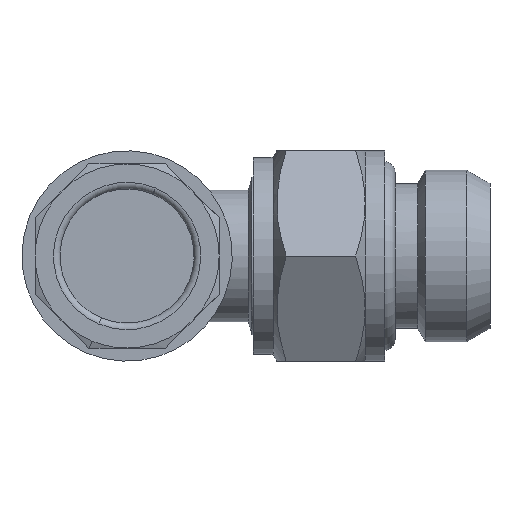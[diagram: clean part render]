
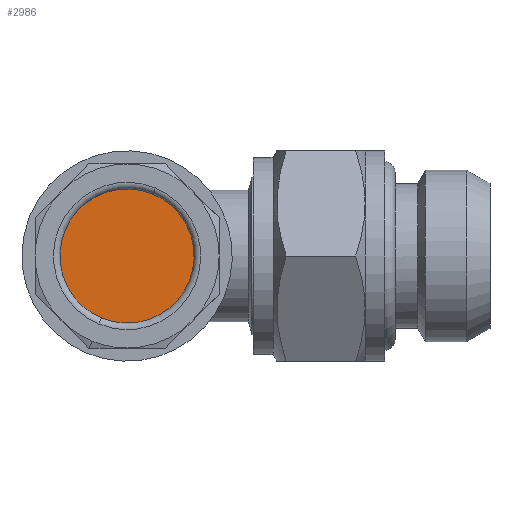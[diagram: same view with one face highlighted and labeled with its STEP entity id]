
A CAD part, left-side view. The second image highlights one B-rep face of the part: STEP entity #2986.
In plain terms, the highlighted planar face has unit normal (-1, 0, 0).
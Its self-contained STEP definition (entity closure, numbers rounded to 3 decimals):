
#72 = CARTESIAN_POINT ( 'NONE',  ( -23.032, 24.952, -4.712 ) ) ;
#617 = CIRCLE ( 'NONE', #3208, 5.1 ) ;
#715 = CIRCLE ( 'NONE', #3233, 5.1 ) ;
#996 = FACE_OUTER_BOUND ( 'NONE', #5485, .T. ) ;
#1338 = VERTEX_POINT ( 'NONE', #72 ) ;
#1360 = PLANE ( 'NONE',  #2678 ) ;
#1368 = CARTESIAN_POINT ( 'NONE',  ( -23.032, 23., 0. ) ) ;
#1369 = DIRECTION ( 'NONE',  ( -1., 0., 0. ) ) ;
#1370 = DIRECTION ( 'NONE',  ( 0., 0., 1. ) ) ;
#2610 = CARTESIAN_POINT ( 'NONE',  ( -23.032, 21.048, 4.712 ) ) ;
#2678 = AXIS2_PLACEMENT_3D ( 'NONE', #1368, #1369, #1370 ) ;
#2986 = ADVANCED_FACE ( 'NONE', ( #996 ), #1360, .T. ) ;
#3208 = AXIS2_PLACEMENT_3D ( 'NONE', #6250, #6251, #6252 ) ;
#3233 = AXIS2_PLACEMENT_3D ( 'NONE', #6433, #6434, #6435 ) ;
#4960 = ORIENTED_EDGE ( 'NONE', *, *, #5347, .F. ) ;
#4961 = ORIENTED_EDGE ( 'NONE', *, *, #5284, .F. ) ;
#5284 = EDGE_CURVE ( 'NONE', #1338, #6810, #617, .T. ) ;
#5347 = EDGE_CURVE ( 'NONE', #6810, #1338, #715, .T. ) ;
#5485 = EDGE_LOOP ( 'NONE', ( #4960, #4961 ) ) ;
#6250 = CARTESIAN_POINT ( 'NONE',  ( -23.032, 23., 0. ) ) ;
#6251 = DIRECTION ( 'NONE',  ( 1., 0., 0. ) ) ;
#6252 = DIRECTION ( 'NONE',  ( 0., 0., 1. ) ) ;
#6433 = CARTESIAN_POINT ( 'NONE',  ( -23.032, 23., 0. ) ) ;
#6434 = DIRECTION ( 'NONE',  ( 1., 0., 0. ) ) ;
#6435 = DIRECTION ( 'NONE',  ( 0., 0., 1. ) ) ;
#6810 = VERTEX_POINT ( 'NONE', #2610 ) ;
